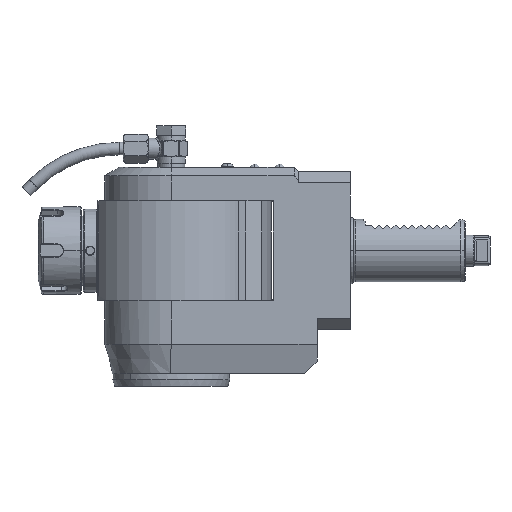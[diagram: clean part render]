
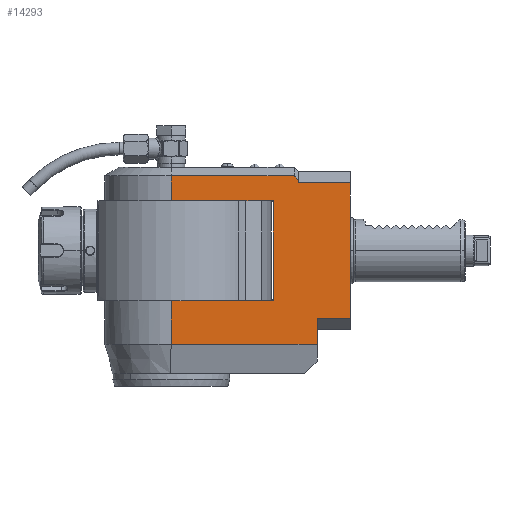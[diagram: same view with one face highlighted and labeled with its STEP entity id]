
A CAD part, left-side view. The second image highlights one B-rep face of the part: STEP entity #14293.
In plain terms, the highlighted planar face has unit normal (-1, 0, 0).
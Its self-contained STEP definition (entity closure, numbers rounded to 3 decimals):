
#192=DIRECTION('',(0.,1.,0.));
#193=VECTOR('',#192,59.);
#194=CARTESIAN_POINT('',(-32.,-59.,35.959));
#195=LINE('',#194,#193);
#216=DIRECTION('',(0.,0.,1.));
#217=VECTOR('',#216,0.5);
#218=CARTESIAN_POINT('',(-32.,-59.,35.459));
#219=LINE('',#218,#217);
#224=DIRECTION('',(0.,1.,0.));
#225=VECTOR('',#224,0.433);
#226=CARTESIAN_POINT('',(-32.,-59.433,35.459));
#227=LINE('',#226,#225);
#228=DIRECTION('',(0.,0.655,0.756));
#229=VECTOR('',#228,2.394);
#230=CARTESIAN_POINT('',(-32.,-61.,33.649));
#231=LINE('',#230,#229);
#232=DIRECTION('',(0.,-1.,0.));
#233=VECTOR('',#232,25.);
#234=CARTESIAN_POINT('',(-32.,-61.,32.515));
#235=LINE('',#234,#233);
#236=DIRECTION('',(0.,-1.,0.));
#237=VECTOR('',#236,16.);
#238=CARTESIAN_POINT('',(-32.,-70.,-32.515));
#239=LINE('',#238,#237);
#240=DIRECTION('',(0.,1.,0.));
#241=VECTOR('',#240,23.368);
#242=CARTESIAN_POINT('',(-32.,-49.,24.));
#243=LINE('',#242,#241);
#248=DIRECTION('',(0.,0.,-1.));
#249=VECTOR('',#248,11.959);
#250=CARTESIAN_POINT('',(-32.,0.,35.959));
#251=LINE('',#250,#249);
#257=DIRECTION('',(0.,-1.,0.));
#258=VECTOR('',#257,25.632);
#259=CARTESIAN_POINT('',(-32.,0.,24.));
#260=LINE('',#259,#258);
#291=DIRECTION('',(0.,1.,0.));
#292=VECTOR('',#291,23.368);
#293=CARTESIAN_POINT('',(-32.,-49.,-24.));
#294=LINE('',#293,#292);
#331=DIRECTION('',(0.,0.,-1.));
#332=VECTOR('',#331,48.);
#333=CARTESIAN_POINT('',(-32.,-49.,24.));
#334=LINE('',#333,#332);
#927=DIRECTION('',(0.,1.,0.));
#928=VECTOR('',#927,25.632);
#929=CARTESIAN_POINT('',(-32.,-25.632,-24.));
#930=LINE('',#929,#928);
#940=DIRECTION('',(0.,0.,-1.));
#941=VECTOR('',#940,21.);
#942=CARTESIAN_POINT('',(-32.,0.,-24.));
#943=LINE('',#942,#941);
#948=CARTESIAN_POINT('',(-32.,0.,
-45.));
#1057=DIRECTION('',(0.,-1.,0.));
#1058=VECTOR('',#1057,70.);
#1059=CARTESIAN_POINT('',(-32.,0.,
-45.));
#1060=LINE('',#1059,#1058);
#1081=DIRECTION('',(0.,0.,1.));
#1082=VECTOR('',#1081,12.485);
#1083=CARTESIAN_POINT('',(-32.,-70.,-45.));
#1084=LINE('',#1083,#1082);
#1386=DIRECTION('',(0.,0.,-1.));
#1387=VECTOR('',#1386,65.03);
#1388=CARTESIAN_POINT('',(-32.,-86.,32.515));
#1389=LINE('',#1388,#1387);
#1598=DIRECTION('',(0.,0.,1.));
#1599=VECTOR('',#1598,1.134);
#1600=CARTESIAN_POINT('',(-32.,-61.,32.515));
#1601=LINE('',#1600,#1599);
#12661=CARTESIAN_POINT('',(-32.,-61.,33.649));
#12662=CARTESIAN_POINT('',(-32.,-59.433,35.459));
#12663=VERTEX_POINT('',#12661);
#12664=VERTEX_POINT('',#12662);
#13793=CARTESIAN_POINT('',(-32.,-86.,32.515));
#13795=VERTEX_POINT('',#13793);
#13800=CARTESIAN_POINT('',(-32.,-49.,24.));
#13801=CARTESIAN_POINT('',(-32.,-49.,-24.));
#13802=VERTEX_POINT('',#13800);
#13803=VERTEX_POINT('',#13801);
#13816=CARTESIAN_POINT('',(-32.,-25.632,-24.));
#13817=VERTEX_POINT('',#13816);
#13820=CARTESIAN_POINT('',(-32.,-25.632,24.));
#13821=VERTEX_POINT('',#13820);
#13832=CARTESIAN_POINT('',(-32.,-70.,-45.));
#13834=VERTEX_POINT('',#13832);
#13840=CARTESIAN_POINT('',(-32.,-86.,-32.515));
#13841=VERTEX_POINT('',#13840);
#13846=CARTESIAN_POINT('',(-32.,-70.,-32.515));
#13847=VERTEX_POINT('',#13846);
#13852=CARTESIAN_POINT('',(-32.,-59.,35.959));
#13853=CARTESIAN_POINT('',(-32.,0.,
35.959));
#13854=VERTEX_POINT('',#13852);
#13855=VERTEX_POINT('',#13853);
#13902=VERTEX_POINT('',#948);
#13907=CARTESIAN_POINT('',(-32.,-59.,35.459));
#13909=VERTEX_POINT('',#13907);
#13992=CARTESIAN_POINT('',(-32.,-61.,32.515));
#13993=VERTEX_POINT('',#13992);
#13998=CARTESIAN_POINT('',(-32.,0.,-24.));
#13999=VERTEX_POINT('',#13998);
#14001=CARTESIAN_POINT('',(-32.,0.,24.));
#14003=VERTEX_POINT('',#14001);
#14256=CARTESIAN_POINT('',(-32.,0.,-59.));
#14257=DIRECTION('',(-1.,0.,0.));
#14258=DIRECTION('',(0.,-1.,0.));
#14259=AXIS2_PLACEMENT_3D('',#14256,#14257,#14258);
#14260=PLANE('',#14259);
#14262=ORIENTED_EDGE('',*,*,#14261,.F.);
#14263=ORIENTED_EDGE('',*,*,#14205,.F.);
#14264=ORIENTED_EDGE('',*,*,#14250,.F.);
#14265=ORIENTED_EDGE('',*,*,#14239,.F.);
#14266=ORIENTED_EDGE('',*,*,#14226,.F.);
#14268=ORIENTED_EDGE('',*,*,#14267,.F.);
#14270=ORIENTED_EDGE('',*,*,#14269,.T.);
#14272=ORIENTED_EDGE('',*,*,#14271,.T.);
#14274=ORIENTED_EDGE('',*,*,#14273,.F.);
#14276=ORIENTED_EDGE('',*,*,#14275,.F.);
#14278=ORIENTED_EDGE('',*,*,#14277,.F.);
#14280=ORIENTED_EDGE('',*,*,#14279,.F.);
#14282=ORIENTED_EDGE('',*,*,#14281,.F.);
#14284=ORIENTED_EDGE('',*,*,#14283,.F.);
#14286=ORIENTED_EDGE('',*,*,#14285,.F.);
#14288=ORIENTED_EDGE('',*,*,#14287,.T.);
#14290=ORIENTED_EDGE('',*,*,#14289,.F.);
#14291=EDGE_LOOP('',(#14262,#14263,#14264,#14265,#14266,#14268,#14270,#14272,
#14274,#14276,#14278,#14280,#14282,#14284,#14286,#14288,#14290));
#14292=FACE_OUTER_BOUND('',#14291,.F.);
#14205=EDGE_CURVE('',#13854,#13855,#195,.T.);
#14226=EDGE_CURVE('',#12663,#12664,#231,.T.);
#14239=EDGE_CURVE('',#12664,#13909,#227,.T.);
#14250=EDGE_CURVE('',#13909,#13854,#219,.T.);
#14261=EDGE_CURVE('',#13855,#14003,#251,.T.);
#14267=EDGE_CURVE('',#13993,#12663,#1601,.T.);
#14269=EDGE_CURVE('',#13993,#13795,#235,.T.);
#14271=EDGE_CURVE('',#13795,#13841,#1389,.T.);
#14273=EDGE_CURVE('',#13847,#13841,#239,.T.);
#14275=EDGE_CURVE('',#13834,#13847,#1084,.T.);
#14277=EDGE_CURVE('',#13902,#13834,#1060,.T.);
#14279=EDGE_CURVE('',#13999,#13902,#943,.T.);
#14281=EDGE_CURVE('',#13817,#13999,#930,.T.);
#14283=EDGE_CURVE('',#13803,#13817,#294,.T.);
#14285=EDGE_CURVE('',#13802,#13803,#334,.T.);
#14287=EDGE_CURVE('',#13802,#13821,#243,.T.);
#14289=EDGE_CURVE('',#14003,#13821,#260,.T.);
#14293=ADVANCED_FACE('',(#14292),#14260,.T.);
